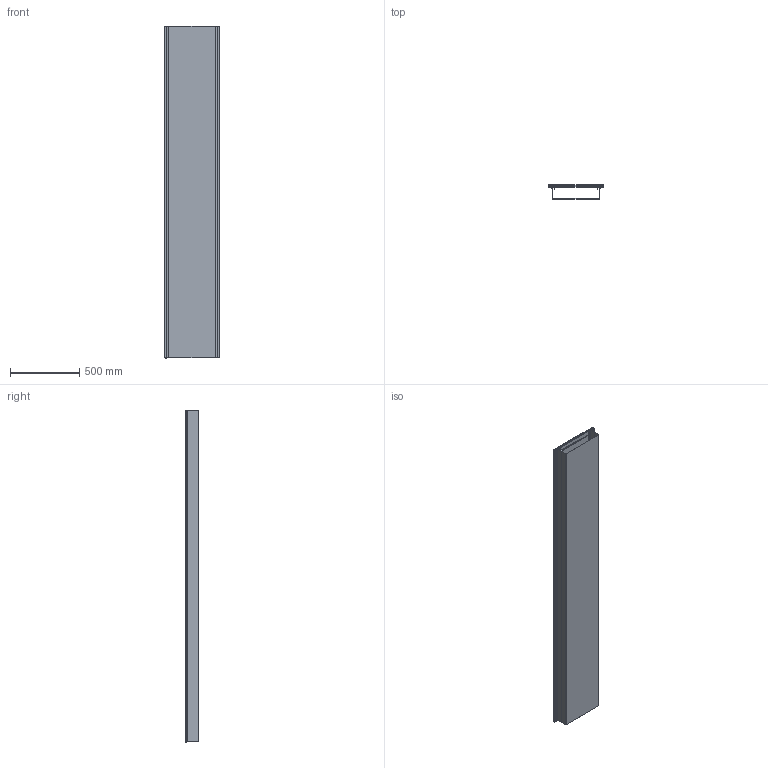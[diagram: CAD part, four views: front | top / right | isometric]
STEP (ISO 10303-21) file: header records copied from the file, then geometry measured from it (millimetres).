
FILE_DESCRIPTION (( 'STEP AP214' ), '1' );
FILE_NAME ('7424444.stp', '2020-10-01T07:16:15', ( '' ), ( '' ), 'SwSTEP 2.0', 'SolidWorks 2020', '' );
FILE_SCHEMA (( 'AUTOMOTIVE_DESIGN' ));
Length unit declared in the file: millimetre
Products named in the file (10): 32812b_Standard; 40737C_Standard; 43931C_Standard; 43422F_Standard; P_30700584_4_Standard; 35104457_Standard; 7424444; 43928C_Standard; 43423G_Standard
Assembly tree (32 placements, depth 3):
  7424444
    43928C_Standard
    43423G_Standard  x2
    32812b_Standard  x2
    40737C_Standard
      43931C_Standard
      P_30700584_4_Standard
    43422F_Standard  x3
    35104457_Standard  x18
    40737C_Standard
      43931C_Standard
      P_30700584_4_Standard
Bounding box: 402.9 x 100 x 2400 mm (x, y, z)
Volume: 7055349.8 mm3; surface area: 6533109.9 mm2
Topology: 30 solids, 30 shells, 512 faces, 1250 edges, 816 vertices
Faces by surface type: plane 316, cylinder 124, cone 72
Entity records: 5079 total; most frequent: CARTESIAN_POINT 766, DIRECTION 757, ORIENTED_EDGE 702, EDGE_CURVE 351, LINE 287, VECTOR 287, AXIS2_PLACEMENT_3D 235, VERTEX_POINT 228
